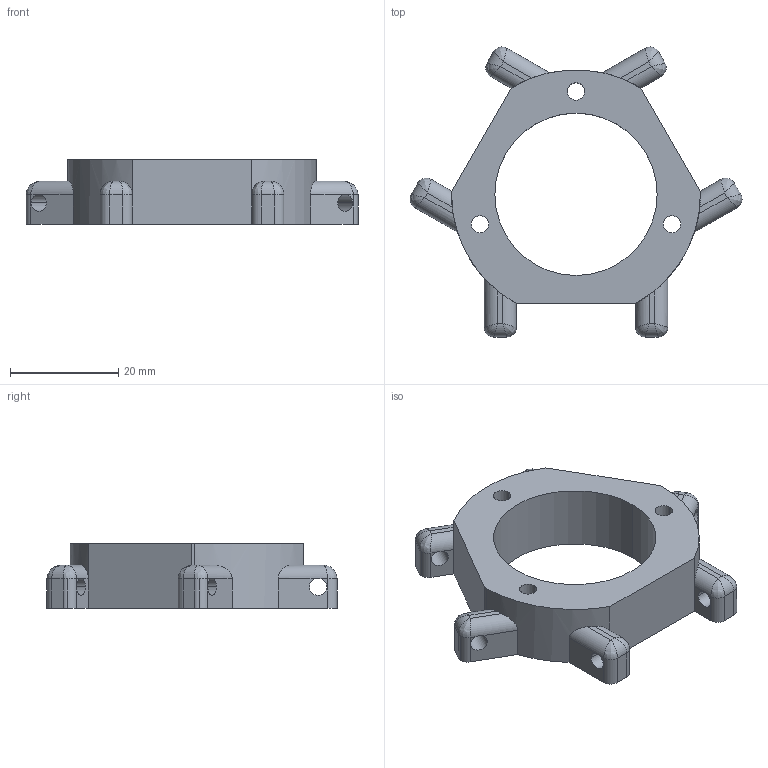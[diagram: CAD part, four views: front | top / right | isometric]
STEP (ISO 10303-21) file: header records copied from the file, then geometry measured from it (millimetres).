
FILE_DESCRIPTION (( 'STEP AP214' ), '1' );
FILE_NAME ('Platform.STEP', '2014-02-23T20:22:52', ( '' ), ( '' ), 'SwSTEP 2.0', 'SolidWorks 2011', '' );
FILE_SCHEMA (( 'AUTOMOTIVE_DESIGN' ));
Length unit declared in the file: millimetre
Products named in the file (1): Platform
Bounding box: 61.36 x 53.62 x 12 mm (x, y, z)
Volume: 11536.3 mm3; surface area: 6184.5 mm2
Topology: 1 solids, 1 shells, 97 faces, 291 edges, 172 vertices
Faces by surface type: cylinder 56, plane 29, bspline 12
Entity records: 3857 total; most frequent: CARTESIAN_POINT 1352, ORIENTED_EDGE 558, DIRECTION 495, EDGE_CURVE 279, AXIS2_PLACEMENT_3D 179, VERTEX_POINT 172, VECTOR 137, LINE 137
